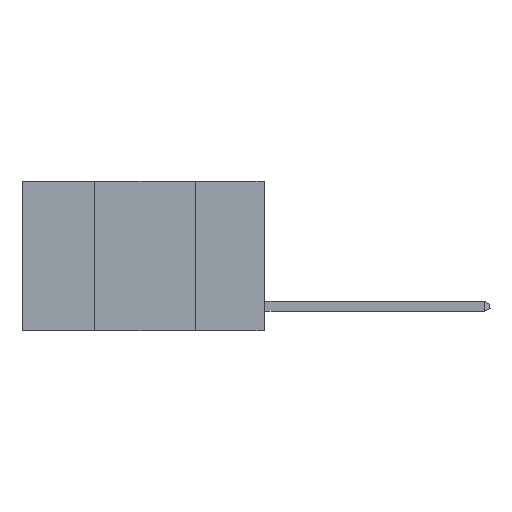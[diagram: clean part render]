
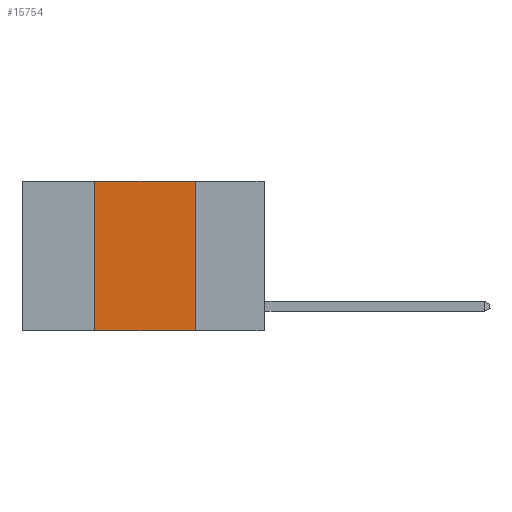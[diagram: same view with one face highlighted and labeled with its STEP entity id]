
A CAD part, left-side view. The second image highlights one B-rep face of the part: STEP entity #15754.
In plain terms, the highlighted planar face has unit normal (-1, 0, 0).
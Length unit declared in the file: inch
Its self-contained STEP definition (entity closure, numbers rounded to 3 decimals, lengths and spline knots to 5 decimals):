
#364 = CARTESIAN_POINT ( 'NONE',  ( 0., 0.17, 0. ) ) ;
#408 = DIRECTION ( 'NONE',  ( 0., 0., -1. ) ) ;
#1000 = EDGE_LOOP ( 'NONE', ( #1535, #15286, #2451, #10089 ) ) ;
#1470 = VERTEX_POINT ( 'NONE', #13920 ) ;
#1535 = ORIENTED_EDGE ( 'NONE', *, *, #8180, .F. ) ;
#1802 = LINE ( 'NONE', #15655, #9753 ) ;
#2451 = ORIENTED_EDGE ( 'NONE', *, *, #3056, .F. ) ;
#3056 = EDGE_CURVE ( 'NONE', #3923, #3832, #8385, .T. ) ;
#3832 = VERTEX_POINT ( 'NONE', #14122 ) ;
#3923 = VERTEX_POINT ( 'NONE', #8042 ) ;
#3972 = PLANE ( 'NONE',  #4598 ) ;
#3991 = VECTOR ( 'NONE', #14715, 39.37008 ) ;
#4348 = CARTESIAN_POINT ( 'NONE',  ( 0., 0.42, 0. ) ) ;
#4589 = CARTESIAN_POINT ( 'NONE',  ( 0., 0.17, 0. ) ) ;
#4598 = AXIS2_PLACEMENT_3D ( 'NONE', #6554, #5364, #408 ) ;
#5364 = DIRECTION ( 'NONE',  ( 1., 0., 0. ) ) ;
#5573 = LINE ( 'NONE', #4589, #9134 ) ;
#5843 = VERTEX_POINT ( 'NONE', #364 ) ;
#6554 = CARTESIAN_POINT ( 'NONE',  ( 0., 0.6, 0. ) ) ;
#8042 = CARTESIAN_POINT ( 'NONE',  ( 0., 0.42, -0.37 ) ) ;
#8180 = EDGE_CURVE ( 'NONE', #5843, #1470, #5573, .T. ) ;
#8385 = LINE ( 'NONE', #4348, #3991 ) ;
#8503 = CARTESIAN_POINT ( 'NONE',  ( 0., 0.6, 0. ) ) ;
#9134 = VECTOR ( 'NONE', #9523, 39.37008 ) ;
#9523 = DIRECTION ( 'NONE',  ( 0., 0., -1. ) ) ;
#9753 = VECTOR ( 'NONE', #14275, 39.37008 ) ;
#10089 = ORIENTED_EDGE ( 'NONE', *, *, #15376, .T. ) ;
#12160 = LINE ( 'NONE', #8503, #12348 ) ;
#12348 = VECTOR ( 'NONE', #13440, 39.37008 ) ;
#12742 = FACE_OUTER_BOUND ( 'NONE', #1000, .T. ) ;
#13440 = DIRECTION ( 'NONE',  ( 0., -1., 0. ) ) ;
#13920 = CARTESIAN_POINT ( 'NONE',  ( 0., 0.17, -0.37 ) ) ;
#14122 = CARTESIAN_POINT ( 'NONE',  ( 0., 0.42, 0. ) ) ;
#14275 = DIRECTION ( 'NONE',  ( 0., -1., 0. ) ) ;
#14324 = EDGE_CURVE ( 'NONE', #3832, #5843, #12160, .T. ) ;
#14715 = DIRECTION ( 'NONE',  ( 0., 0., 1. ) ) ;
#15286 = ORIENTED_EDGE ( 'NONE', *, *, #14324, .F. ) ;
#15376 = EDGE_CURVE ( 'NONE', #3923, #1470, #1802, .T. ) ;
#15655 = CARTESIAN_POINT ( 'NONE',  ( 0., 0.6, -0.37 ) ) ;
#15754 = ADVANCED_FACE ( 'NONE', ( #12742 ), #3972, .F. ) ;
